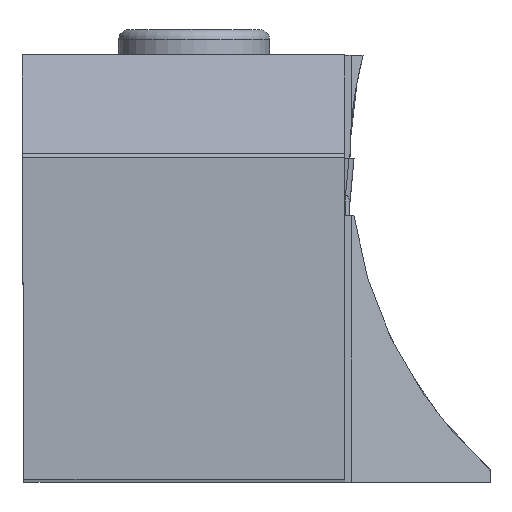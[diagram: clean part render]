
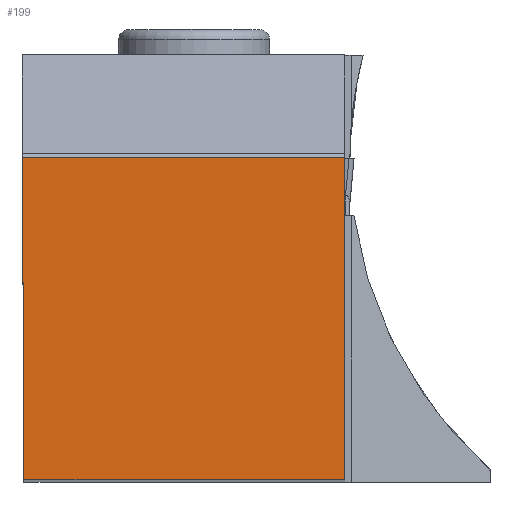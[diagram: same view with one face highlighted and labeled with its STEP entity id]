
A CAD part, top view. The second image highlights one B-rep face of the part: STEP entity #199.
In plain terms, the highlighted planar face has unit normal (0, 0, 1).
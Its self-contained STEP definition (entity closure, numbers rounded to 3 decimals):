
#199=ADVANCED_FACE('BLANK_BOXF006',(#316),#250,.F.);
#250=PLANE('',#1544);
#316=FACE_OUTER_BOUND('',#384,.T.);
#384=EDGE_LOOP('',(#718,#719,#720,#721));
#718=ORIENTED_EDGE('',*,*,#1054,.T.);
#719=ORIENTED_EDGE('',*,*,#1097,.T.);
#720=ORIENTED_EDGE('',*,*,#1093,.T.);
#721=ORIENTED_EDGE('',*,*,#1089,.T.);
#896=VERTEX_POINT('',#2362);
#897=VERTEX_POINT('',#2364);
#917=VERTEX_POINT('',#2483);
#919=VERTEX_POINT('',#2492);
#1054=EDGE_CURVE('',#897,#896,#1200,.T.);
#1089=EDGE_CURVE('',#917,#897,#1228,.T.);
#1093=EDGE_CURVE('',#919,#917,#1232,.T.);
#1097=EDGE_CURVE('',#896,#919,#1236,.T.);
#1200=LINE('',#2363,#1337);
#1228=LINE('',#2482,#1365);
#1232=LINE('',#2491,#1369);
#1236=LINE('',#2499,#1373);
#1337=VECTOR('',#1805,1.);
#1365=VECTOR('',#1857,1.);
#1369=VECTOR('',#1867,1.);
#1373=VECTOR('',#1873,1.);
#1544=AXIS2_PLACEMENT_3D('',#2500,#1874,#1875);
#1805=DIRECTION('',(0.,1.,0.));
#1857=DIRECTION('',(1.,0.,0.));
#1867=DIRECTION('',(0.004,-1.,0.));
#1873=DIRECTION('',(-1.,0.,0.));
#1874=DIRECTION('',(0.,0.,-1.));
#1875=DIRECTION('',(0.,-1.,0.));
#2362=CARTESIAN_POINT('',(25.273,25.273,0.));
#2363=CARTESIAN_POINT('',(25.273,-151.4,0.));
#2364=CARTESIAN_POINT('',(25.273,0.,0.));
#2482=CARTESIAN_POINT('',(-151.4,0.,0.));
#2483=CARTESIAN_POINT('',(0.11,0.,0.));
#2491=CARTESIAN_POINT('',(-0.55,151.399,0.));
#2492=CARTESIAN_POINT('',(0.,25.273,0.));
#2499=CARTESIAN_POINT('',(151.4,25.273,0.));
#2500=CARTESIAN_POINT('',(36.668,-5.,0.));
